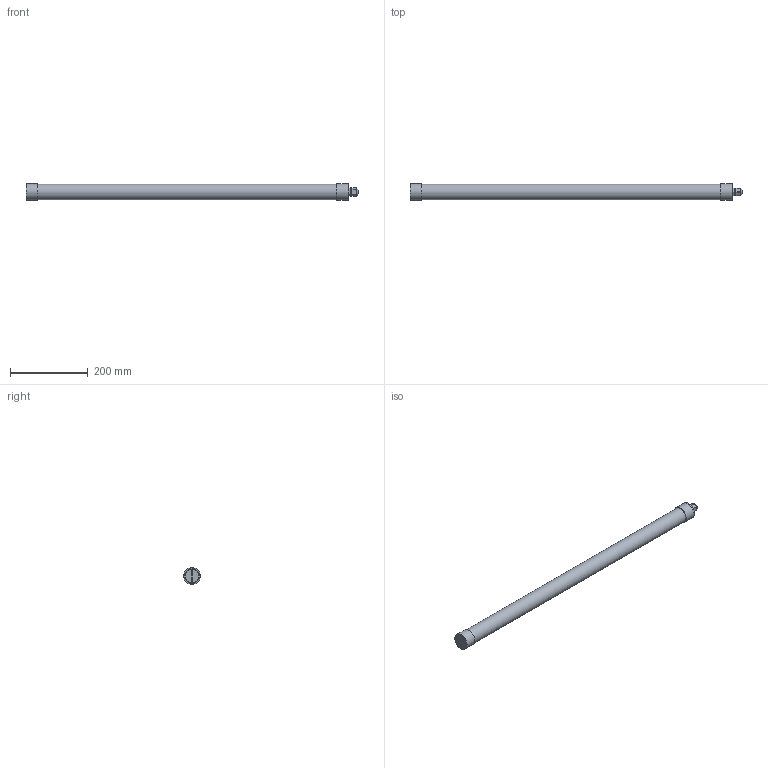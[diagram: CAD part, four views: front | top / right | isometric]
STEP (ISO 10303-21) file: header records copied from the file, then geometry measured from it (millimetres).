
FILE_DESCRIPTION(/* description */ (''),/* implementation_level */ '2;1');
FILE_NAME(/* name */ 'KE-LED-EA 4018-P MOD.stp',/* time_stamp */ '2025-05-15T15:09:34+02:00',/* author */ ('stree'),/* organization */ (''),/* preprocessor_version */ 'ST-DEVELOPER v20.1',/* originating_system */ 'Autodesk Inventor 2026',/* authorisation */ '');
FILE_SCHEMA (('AUTOMOTIVE_DESIGN { 1 0 10303 214 3 1 1 }'));
Length unit declared in the file: millimetre
Products named in the file (9): KE-LED-EA 4018-P MOD Baugruppe; Kabelverschraubung M16; KE-LED-EA 4006-P MOD Blende; KE-LED-EA 4006-P MOD 24 Kappe Oben; KE-LED-EA 4006-P MOD 24 Kappe Unten; KE-LED-EA 40..-P MOD 24 2.Platine; KE-LED-EA 40..-P MOD 24 Platine Oben; KE-LED-EA 40..-P MOD 24 Platine Unten; KE-LED-EA 4018-P MOD Rohr
Assembly tree (8 placements, depth 2):
  KE-LED-EA 4018-P MOD Baugruppe
    Kabelverschraubung M16
    KE-LED-EA 4006-P MOD Blende
    KE-LED-EA 4006-P MOD 24 Kappe Oben
    KE-LED-EA 4006-P MOD 24 Kappe Unten
    KE-LED-EA 40..-P MOD 24 2.Platine
    KE-LED-EA 40..-P MOD 24 Platine Oben
    KE-LED-EA 40..-P MOD 24 Platine Unten
    KE-LED-EA 4018-P MOD Rohr
Bounding box: 854.75 x 43 x 43 mm (x, y, z)
Volume: 349641.4 mm3; surface area: 297607.9 mm2
Topology: 8 solids, 8 shells, 127 faces, 258 edges, 172 vertices
Faces by surface type: plane 65, cylinder 43, torus 18, bspline 1
Full cylindrical faces by diameter (mm): 3 x18, 7 x1, 13 x1, 15.3 x1, 16 x2, 33.9 x1, 34 x2, 40 x3, 43 x2
Entity records: 3849 total; most frequent: DIRECTION 687, CARTESIAN_POINT 600, ORIENTED_EDGE 516, AXIS2_PLACEMENT_3D 286, EDGE_CURVE 258, VERTEX_POINT 172, EDGE_LOOP 160, CIRCLE 143
